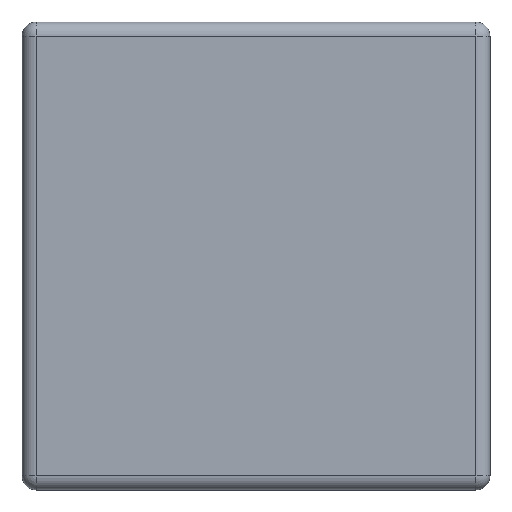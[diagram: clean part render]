
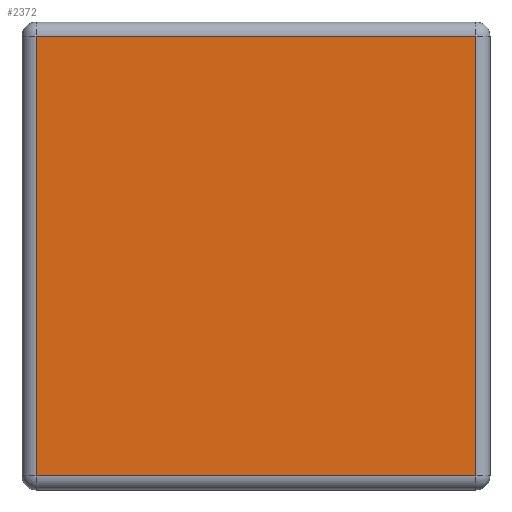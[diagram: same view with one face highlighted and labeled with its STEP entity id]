
A CAD part, front view. The second image highlights one B-rep face of the part: STEP entity #2372.
In plain terms, the highlighted planar face has unit normal (0, -1, 0).
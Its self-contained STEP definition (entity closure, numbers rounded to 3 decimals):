
#42=PLANE('',#2643);
#173=FACE_OUTER_BOUND('',#313,.T.);
#313=EDGE_LOOP('',(#1870,#1871,#1872,#1873));
#522=LINE('',#4194,#694);
#523=LINE('',#4196,#695);
#524=LINE('',#4198,#696);
#525=LINE('',#4199,#697);
#694=VECTOR('',#3184,1000.);
#695=VECTOR('',#3185,1000.);
#696=VECTOR('',#3186,1000.);
#697=VECTOR('',#3187,1000.);
#1178=VERTEX_POINT('',#4192);
#1179=VERTEX_POINT('',#4193);
#1180=VERTEX_POINT('',#4195);
#1181=VERTEX_POINT('',#4197);
#1458=EDGE_CURVE('',#1178,#1179,#522,.T.);
#1459=EDGE_CURVE('',#1179,#1180,#523,.T.);
#1460=EDGE_CURVE('',#1180,#1181,#524,.T.);
#1461=EDGE_CURVE('',#1181,#1178,#525,.T.);
#1870=ORIENTED_EDGE('',*,*,#1458,.T.);
#1871=ORIENTED_EDGE('',*,*,#1459,.T.);
#1872=ORIENTED_EDGE('',*,*,#1460,.T.);
#1873=ORIENTED_EDGE('',*,*,#1461,.T.);
#2372=ADVANCED_FACE('',(#173),#42,.F.);
#2643=AXIS2_PLACEMENT_3D('',#4191,#3182,#3183);
#3182=DIRECTION('center_axis',(0.,1.,0.));
#3183=DIRECTION('ref_axis',(0.,0.,1.));
#3184=DIRECTION('',(-1.,0.,0.));
#3185=DIRECTION('',(0.,0.,-1.));
#3186=DIRECTION('',(1.,0.,0.));
#3187=DIRECTION('',(0.,0.,1.));
#4191=CARTESIAN_POINT('Origin',(-21.465,0.,27.143));
#4192=CARTESIAN_POINT('',(75.535,0.,24.143));
#4193=CARTESIAN_POINT('',(-18.465,0.,24.143));
#4194=CARTESIAN_POINT('',(-21.465,0.,24.143));
#4195=CARTESIAN_POINT('',(-18.465,0.,-69.857));
#4196=CARTESIAN_POINT('',(-18.465,0.,27.143));
#4197=CARTESIAN_POINT('',(75.535,0.,-69.857));
#4198=CARTESIAN_POINT('',(-21.465,0.,-69.857));
#4199=CARTESIAN_POINT('',(75.535,0.,27.143));
